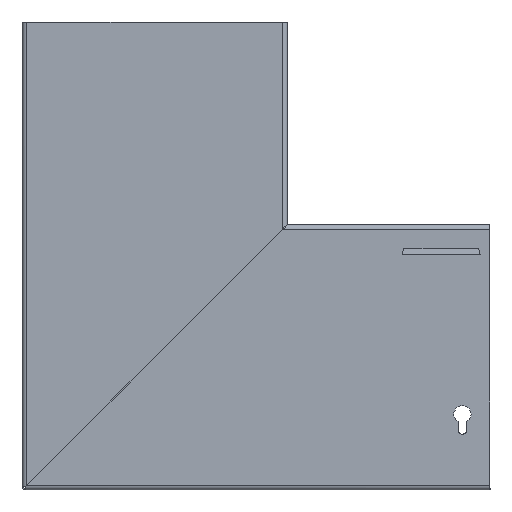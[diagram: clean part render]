
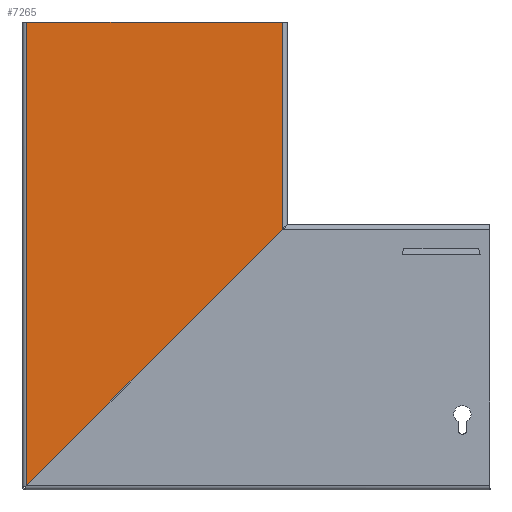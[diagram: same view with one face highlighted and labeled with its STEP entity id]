
A CAD part, left-side view. The second image highlights one B-rep face of the part: STEP entity #7265.
In plain terms, the highlighted planar face has unit normal (-1, 0, 0).
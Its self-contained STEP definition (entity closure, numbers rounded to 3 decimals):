
#370 = LINE ( 'NONE', #14343, #11672 ) ;
#641 = EDGE_CURVE ( 'NONE', #10806, #5571, #370, .T. ) ;
#2032 = VECTOR ( 'NONE', #6178, 1000. ) ;
#2060 = CARTESIAN_POINT ( 'NONE',  ( 0., 82., 298.9 ) ) ;
#2740 = CARTESIAN_POINT ( 'NONE',  ( 0., -148.45, 232.45 ) ) ;
#2824 = DIRECTION ( 'NONE',  ( 0., 0., 1. ) ) ;
#2886 = LINE ( 'NONE', #3126, #11910 ) ;
#3126 = CARTESIAN_POINT ( 'NONE',  ( 0., -82., 298.9 ) ) ;
#3183 = CARTESIAN_POINT ( 'NONE',  ( 0., -82., 166.001 ) ) ;
#3577 = EDGE_LOOP ( 'NONE', ( #7524, #6324, #13389, #5026 ) ) ;
#3996 = CARTESIAN_POINT ( 'NONE',  ( 0., -82., 298.9 ) ) ;
#5026 = ORIENTED_EDGE ( 'NONE', *, *, #8790, .T. ) ;
#5571 = VERTEX_POINT ( 'NONE', #2060 ) ;
#5770 = LINE ( 'NONE', #9947, #6133 ) ;
#6123 = VERTEX_POINT ( 'NONE', #10262 ) ;
#6133 = VECTOR ( 'NONE', #11059, 1000. ) ;
#6174 = FACE_OUTER_BOUND ( 'NONE', #3577, .T. ) ;
#6178 = DIRECTION ( 'NONE',  ( 0., 0.707, -0.707 ) ) ;
#6324 = ORIENTED_EDGE ( 'NONE', *, *, #10367, .F. ) ;
#7265 = ADVANCED_FACE ( 'NONE', ( #6174 ), #7372, .T. ) ;
#7372 = PLANE ( 'NONE',  #8487 ) ;
#7524 = ORIENTED_EDGE ( 'NONE', *, *, #10179, .F. ) ;
#7533 = VERTEX_POINT ( 'NONE', #3183 ) ;
#7705 = LINE ( 'NONE', #2740, #2032 ) ;
#8487 = AXIS2_PLACEMENT_3D ( 'NONE', #8495, #9645, #2824 ) ;
#8495 = CARTESIAN_POINT ( 'NONE',  ( 0., -82., 298.9 ) ) ;
#8790 = EDGE_CURVE ( 'NONE', #5571, #6123, #5770, .T. ) ;
#9645 = DIRECTION ( 'NONE',  ( -1., 0., 0. ) ) ;
#9947 = CARTESIAN_POINT ( 'NONE',  ( 0., 82., 298.9 ) ) ;
#10179 = EDGE_CURVE ( 'NONE', #7533, #6123, #7705, .T. ) ;
#10262 = CARTESIAN_POINT ( 'NONE',  ( 0., 82., 2.001 ) ) ;
#10367 = EDGE_CURVE ( 'NONE', #10806, #7533, #2886, .T. ) ;
#10806 = VERTEX_POINT ( 'NONE', #3996 ) ;
#11035 = DIRECTION ( 'NONE',  ( 0., 0., -1. ) ) ;
#11059 = DIRECTION ( 'NONE',  ( 0., 0., -1. ) ) ;
#11672 = VECTOR ( 'NONE', #12111, 1000. ) ;
#11910 = VECTOR ( 'NONE', #11035, 1000. ) ;
#12111 = DIRECTION ( 'NONE',  ( 0., 1., 0. ) ) ;
#13389 = ORIENTED_EDGE ( 'NONE', *, *, #641, .T. ) ;
#14343 = CARTESIAN_POINT ( 'NONE',  ( 0., -82., 298.9 ) ) ;
